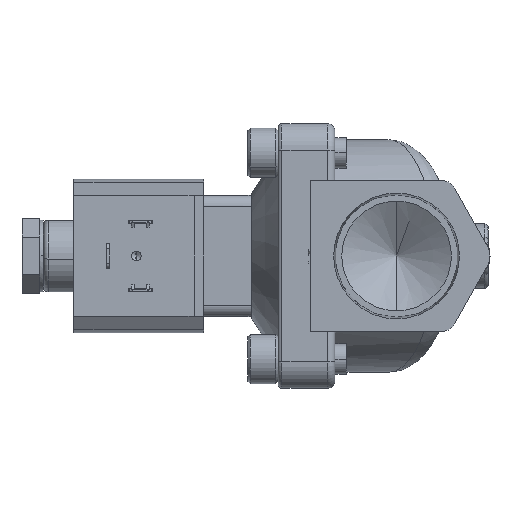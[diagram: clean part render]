
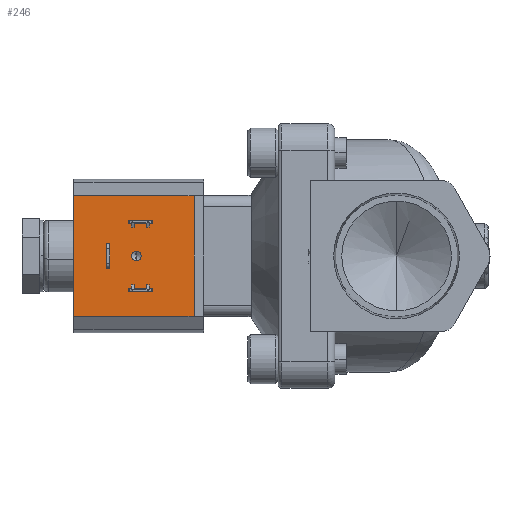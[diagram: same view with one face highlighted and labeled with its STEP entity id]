
A CAD part, left-side view. The second image highlights one B-rep face of the part: STEP entity #246.
In plain terms, the highlighted planar face has unit normal (-1, 0, 0).
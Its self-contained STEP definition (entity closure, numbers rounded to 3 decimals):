
#13 = VERTEX_POINT ( 'NONE', #2338 ) ;
#19 = LINE ( 'NONE', #5335, #3820 ) ;
#25 = CIRCLE ( 'NONE', #5179, 1.264 ) ;
#35 = VECTOR ( 'NONE', #12987, 1000. ) ;
#57 = CARTESIAN_POINT ( 'NONE',  ( 2.057, 28.74, -15.875 ) ) ;
#80 = DIRECTION ( 'NONE',  ( 0., 0., 1. ) ) ;
#246 = ADVANCED_FACE ( 'NONE', ( #4558, #7777, #8813, #2253, #6527 ), #5479, .T. ) ;
#298 = CARTESIAN_POINT ( 'NONE',  ( 2.057, 28.74, -15.875 ) ) ;
#300 = DIRECTION ( 'NONE',  ( 0., 1., 0. ) ) ;
#372 = CARTESIAN_POINT ( 'NONE',  ( 2.057, 51.829, -3.213 ) ) ;
#394 = EDGE_CURVE ( 'NONE', #13024, #6964, #12167, .T. ) ;
#474 = VECTOR ( 'NONE', #4902, 1000. ) ;
#488 = CARTESIAN_POINT ( 'NONE',  ( 2.057, 39.764, 8.611 ) ) ;
#651 = VERTEX_POINT ( 'NONE', #6643 ) ;
#729 = CARTESIAN_POINT ( 'NONE',  ( 2.057, 46.114, -9.423 ) ) ;
#757 = EDGE_CURVE ( 'NONE', #5660, #9848, #9765, .T. ) ;
#784 = LINE ( 'NONE', #6226, #474 ) ;
#960 = EDGE_LOOP ( 'NONE', ( #3565, #5972, #13725, #10195 ) ) ;
#999 = CARTESIAN_POINT ( 'NONE',  ( 2.057, 51.016, -3.213 ) ) ;
#1044 = CARTESIAN_POINT ( 'NONE',  ( 2.057, 51.016, 3.213 ) ) ;
#1046 = CARTESIAN_POINT ( 'NONE',  ( 2.057, 43.965, 0. ) ) ;
#1082 = VECTOR ( 'NONE', #11234, 1000. ) ;
#1119 = DIRECTION ( 'NONE',  ( 0., 0., 1. ) ) ;
#1156 = VERTEX_POINT ( 'NONE', #13273 ) ;
#1252 = LINE ( 'NONE', #9633, #3796 ) ;
#1390 = EDGE_CURVE ( 'NONE', #11011, #12001, #12780, .T. ) ;
#1440 = ORIENTED_EDGE ( 'NONE', *, *, #10124, .T. ) ;
#1667 = LINE ( 'NONE', #3835, #8713 ) ;
#1687 = VERTEX_POINT ( 'NONE', #57 ) ;
#2214 = LINE ( 'NONE', #8710, #5123 ) ;
#2216 = ORIENTED_EDGE ( 'NONE', *, *, #1390, .T. ) ;
#2231 = VERTEX_POINT ( 'NONE', #372 ) ;
#2253 = FACE_BOUND ( 'NONE', #7804, .T. ) ;
#2338 = CARTESIAN_POINT ( 'NONE',  ( 2.057, 43.965, 1.264 ) ) ;
#2421 = ORIENTED_EDGE ( 'NONE', *, *, #13277, .T. ) ;
#2442 = CARTESIAN_POINT ( 'NONE',  ( 2.057, 46.114, -9.423 ) ) ;
#2564 = LINE ( 'NONE', #3000, #1082 ) ;
#2600 = DIRECTION ( 'NONE',  ( 0., 0., 1. ) ) ;
#2671 = CARTESIAN_POINT ( 'NONE',  ( 2.057, 28.74, -15.875 ) ) ;
#2675 = VERTEX_POINT ( 'NONE', #13257 ) ;
#3000 = CARTESIAN_POINT ( 'NONE',  ( 2.057, 28.74, 15.875 ) ) ;
#3028 = AXIS2_PLACEMENT_3D ( 'NONE', #3536, #4878, #9135 ) ;
#3327 = CARTESIAN_POINT ( 'NONE',  ( 2.057, 46.114, -8.611 ) ) ;
#3358 = CARTESIAN_POINT ( 'NONE',  ( 2.057, 46.114, 9.423 ) ) ;
#3420 = ORIENTED_EDGE ( 'NONE', *, *, #757, .T. ) ;
#3497 = DIRECTION ( 'NONE',  ( 0., 0., 1. ) ) ;
#3499 = DIRECTION ( 'NONE',  ( 0., 0., 1. ) ) ;
#3536 = CARTESIAN_POINT ( 'NONE',  ( 2.057, 43.965, 0. ) ) ;
#3565 = ORIENTED_EDGE ( 'NONE', *, *, #394, .F. ) ;
#3592 = ORIENTED_EDGE ( 'NONE', *, *, #6425, .F. ) ;
#3650 = LINE ( 'NONE', #3358, #7857 ) ;
#3796 = VECTOR ( 'NONE', #80, 1000. ) ;
#3820 = VECTOR ( 'NONE', #5743, 1000. ) ;
#3835 = CARTESIAN_POINT ( 'NONE',  ( 2.057, 46.114, -8.611 ) ) ;
#3872 = CARTESIAN_POINT ( 'NONE',  ( 2.057, 60.49, -15.875 ) ) ;
#3902 = CARTESIAN_POINT ( 'NONE',  ( 2.057, 39.764, 9.423 ) ) ;
#3941 = ORIENTED_EDGE ( 'NONE', *, *, #7051, .F. ) ;
#3996 = EDGE_CURVE ( 'NONE', #13, #1156, #7287, .T. ) ;
#4042 = ORIENTED_EDGE ( 'NONE', *, *, #12561, .F. ) ;
#4131 = EDGE_CURVE ( 'NONE', #5732, #8271, #5163, .T. ) ;
#4338 = CARTESIAN_POINT ( 'NONE',  ( 2.057, 51.016, -3.213 ) ) ;
#4366 = ORIENTED_EDGE ( 'NONE', *, *, #5216, .F. ) ;
#4558 = FACE_OUTER_BOUND ( 'NONE', #960, .T. ) ;
#4878 = DIRECTION ( 'NONE',  ( -1., 0., 0. ) ) ;
#4879 = EDGE_LOOP ( 'NONE', ( #7735, #7621, #3592, #2421 ) ) ;
#4902 = DIRECTION ( 'NONE',  ( 0., -1., 0. ) ) ;
#5123 = VECTOR ( 'NONE', #5441, 1000. ) ;
#5163 = LINE ( 'NONE', #3902, #10174 ) ;
#5179 = AXIS2_PLACEMENT_3D ( 'NONE', #1046, #6368, #12787 ) ;
#5216 = EDGE_CURVE ( 'NONE', #9608, #12497, #11681, .T. ) ;
#5335 = CARTESIAN_POINT ( 'NONE',  ( 2.057, 51.829, -3.213 ) ) ;
#5408 = VECTOR ( 'NONE', #10688, 1000. ) ;
#5441 = DIRECTION ( 'NONE',  ( 0., -1., 0. ) ) ;
#5479 = PLANE ( 'NONE',  #6444 ) ;
#5499 = EDGE_LOOP ( 'NONE', ( #4366, #12030, #3420, #1440 ) ) ;
#5660 = VERTEX_POINT ( 'NONE', #2442 ) ;
#5732 = VERTEX_POINT ( 'NONE', #9018 ) ;
#5743 = DIRECTION ( 'NONE',  ( 0., -1., 0. ) ) ;
#5922 = EDGE_LOOP ( 'NONE', ( #7525, #7003 ) ) ;
#5972 = ORIENTED_EDGE ( 'NONE', *, *, #9107, .F. ) ;
#6144 = DIRECTION ( 'NONE',  ( 0., 0., -1. ) ) ;
#6226 = CARTESIAN_POINT ( 'NONE',  ( 2.057, 46.114, 9.423 ) ) ;
#6368 = DIRECTION ( 'NONE',  ( -1., 0., 0. ) ) ;
#6425 = EDGE_CURVE ( 'NONE', #2675, #651, #3650, .T. ) ;
#6444 = AXIS2_PLACEMENT_3D ( 'NONE', #13074, #9719, #3499 ) ;
#6455 = EDGE_CURVE ( 'NONE', #1687, #8775, #7848, .T. ) ;
#6527 = FACE_BOUND ( 'NONE', #5499, .T. ) ;
#6583 = CARTESIAN_POINT ( 'NONE',  ( 2.057, 39.764, -8.611 ) ) ;
#6632 = CARTESIAN_POINT ( 'NONE',  ( 2.057, 51.829, 3.213 ) ) ;
#6643 = CARTESIAN_POINT ( 'NONE',  ( 2.057, 46.114, 8.611 ) ) ;
#6964 = VERTEX_POINT ( 'NONE', #8669 ) ;
#7003 = ORIENTED_EDGE ( 'NONE', *, *, #9469, .F. ) ;
#7051 = EDGE_CURVE ( 'NONE', #2231, #11598, #19, .T. ) ;
#7287 = CIRCLE ( 'NONE', #3028, 1.264 ) ;
#7525 = ORIENTED_EDGE ( 'NONE', *, *, #3996, .F. ) ;
#7621 = ORIENTED_EDGE ( 'NONE', *, *, #10879, .F. ) ;
#7735 = ORIENTED_EDGE ( 'NONE', *, *, #4131, .T. ) ;
#7777 = FACE_BOUND ( 'NONE', #5922, .T. ) ;
#7804 = EDGE_LOOP ( 'NONE', ( #4042, #3941, #12240, #2216 ) ) ;
#7830 = CARTESIAN_POINT ( 'NONE',  ( 2.057, 39.764, -9.423 ) ) ;
#7848 = LINE ( 'NONE', #298, #11852 ) ;
#7857 = VECTOR ( 'NONE', #8676, 1000. ) ;
#8139 = LINE ( 'NONE', #729, #9785 ) ;
#8271 = VERTEX_POINT ( 'NONE', #488 ) ;
#8335 = DIRECTION ( 'NONE',  ( 0., -1., 0. ) ) ;
#8416 = CARTESIAN_POINT ( 'NONE',  ( 2.057, 39.764, -9.423 ) ) ;
#8460 = VECTOR ( 'NONE', #2600, 1000. ) ;
#8504 = VECTOR ( 'NONE', #300, 1000. ) ;
#8532 = VECTOR ( 'NONE', #1119, 1000. ) ;
#8596 = CARTESIAN_POINT ( 'NONE',  ( 2.057, 46.114, -9.423 ) ) ;
#8645 = EDGE_CURVE ( 'NONE', #8775, #6964, #2564, .T. ) ;
#8669 = CARTESIAN_POINT ( 'NONE',  ( 2.057, 60.49, 15.875 ) ) ;
#8676 = DIRECTION ( 'NONE',  ( 0., 0., -1. ) ) ;
#8710 = CARTESIAN_POINT ( 'NONE',  ( 2.057, 46.114, 8.611 ) ) ;
#8713 = VECTOR ( 'NONE', #12249, 1000. ) ;
#8775 = VERTEX_POINT ( 'NONE', #9731 ) ;
#8813 = FACE_BOUND ( 'NONE', #4879, .T. ) ;
#8995 = CARTESIAN_POINT ( 'NONE',  ( 2.057, 51.829, 3.213 ) ) ;
#9018 = CARTESIAN_POINT ( 'NONE',  ( 2.057, 39.764, 9.423 ) ) ;
#9107 = EDGE_CURVE ( 'NONE', #1687, #13024, #13349, .T. ) ;
#9135 = DIRECTION ( 'NONE',  ( 0., 0., 1. ) ) ;
#9469 = EDGE_CURVE ( 'NONE', #1156, #13, #25, .T. ) ;
#9608 = VERTEX_POINT ( 'NONE', #7830 ) ;
#9633 = CARTESIAN_POINT ( 'NONE',  ( 2.057, 51.829, -3.213 ) ) ;
#9719 = DIRECTION ( 'NONE',  ( -1., 0., 0. ) ) ;
#9731 = CARTESIAN_POINT ( 'NONE',  ( 2.057, 28.74, 15.875 ) ) ;
#9765 = LINE ( 'NONE', #8596, #35 ) ;
#9785 = VECTOR ( 'NONE', #8335, 1000. ) ;
#9848 = VERTEX_POINT ( 'NONE', #3327 ) ;
#10124 = EDGE_CURVE ( 'NONE', #9848, #12497, #1667, .T. ) ;
#10174 = VECTOR ( 'NONE', #6144, 1000. ) ;
#10195 = ORIENTED_EDGE ( 'NONE', *, *, #8645, .T. ) ;
#10674 = LINE ( 'NONE', #4338, #8532 ) ;
#10688 = DIRECTION ( 'NONE',  ( 0., 0., 1. ) ) ;
#10731 = DIRECTION ( 'NONE',  ( 0., -1., 0. ) ) ;
#10879 = EDGE_CURVE ( 'NONE', #651, #8271, #2214, .T. ) ;
#11011 = VERTEX_POINT ( 'NONE', #8995 ) ;
#11234 = DIRECTION ( 'NONE',  ( 0., 1., 0. ) ) ;
#11598 = VERTEX_POINT ( 'NONE', #999 ) ;
#11681 = LINE ( 'NONE', #8416, #5408 ) ;
#11852 = VECTOR ( 'NONE', #3497, 1000. ) ;
#11913 = EDGE_CURVE ( 'NONE', #5660, #9608, #8139, .T. ) ;
#12001 = VERTEX_POINT ( 'NONE', #1044 ) ;
#12005 = EDGE_CURVE ( 'NONE', #2231, #11011, #1252, .T. ) ;
#12030 = ORIENTED_EDGE ( 'NONE', *, *, #11913, .F. ) ;
#12137 = CARTESIAN_POINT ( 'NONE',  ( 2.057, 60.49, -15.875 ) ) ;
#12167 = LINE ( 'NONE', #3872, #8460 ) ;
#12240 = ORIENTED_EDGE ( 'NONE', *, *, #12005, .T. ) ;
#12249 = DIRECTION ( 'NONE',  ( 0., -1., 0. ) ) ;
#12497 = VERTEX_POINT ( 'NONE', #6583 ) ;
#12561 = EDGE_CURVE ( 'NONE', #11598, #12001, #10674, .T. ) ;
#12780 = LINE ( 'NONE', #6632, #13218 ) ;
#12787 = DIRECTION ( 'NONE',  ( 0., 0., 1. ) ) ;
#12987 = DIRECTION ( 'NONE',  ( 0., 0., 1. ) ) ;
#13024 = VERTEX_POINT ( 'NONE', #12137 ) ;
#13074 = CARTESIAN_POINT ( 'NONE',  ( 2.057, 28.74, -15.875 ) ) ;
#13218 = VECTOR ( 'NONE', #10731, 1000. ) ;
#13257 = CARTESIAN_POINT ( 'NONE',  ( 2.057, 46.114, 9.423 ) ) ;
#13273 = CARTESIAN_POINT ( 'NONE',  ( 2.057, 43.965, -1.264 ) ) ;
#13277 = EDGE_CURVE ( 'NONE', #2675, #5732, #784, .T. ) ;
#13349 = LINE ( 'NONE', #2671, #8504 ) ;
#13725 = ORIENTED_EDGE ( 'NONE', *, *, #6455, .T. ) ;
